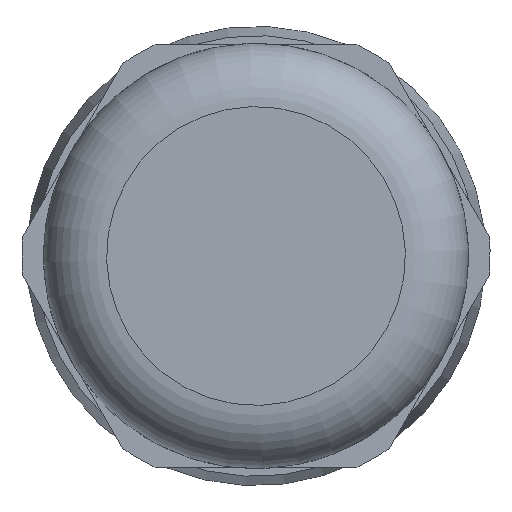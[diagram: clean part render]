
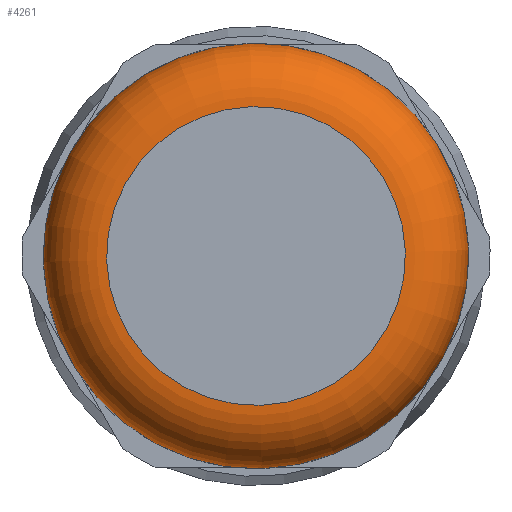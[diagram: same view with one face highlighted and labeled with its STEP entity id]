
A CAD part, left-side view. The second image highlights one B-rep face of the part: STEP entity #4261.
In plain terms, the highlighted toroidal (fillet/blend) face has major radius 6 mm and minor radius 2.535 mm.
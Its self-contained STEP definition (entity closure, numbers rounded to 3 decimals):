
#72=FACE_BOUND('',#902,.T.);
#336=CIRCLE('',#4660,8.535);
#337=CIRCLE('',#4661,6.);
#552=TOROIDAL_SURFACE('',#4659,6.,2.535);
#649=FACE_OUTER_BOUND('',#901,.T.);
#901=EDGE_LOOP('',(#3215));
#902=EDGE_LOOP('',(#3216));
#1934=VERTEX_POINT('',#7125);
#1935=VERTEX_POINT('',#7127);
#2436=EDGE_CURVE('',#1934,#1934,#336,.T.);
#2437=EDGE_CURVE('',#1935,#1935,#337,.T.);
#3215=ORIENTED_EDGE('',*,*,#2436,.F.);
#3216=ORIENTED_EDGE('',*,*,#2437,.T.);
#4261=ADVANCED_FACE('',(#649,#72),#552,.T.);
#4659=AXIS2_PLACEMENT_3D('',#7124,#5525,#5526);
#4660=AXIS2_PLACEMENT_3D('',#7126,#5527,#5528);
#4661=AXIS2_PLACEMENT_3D('',#7128,#5529,#5530);
#5525=DIRECTION('center_axis',(1.,0.,0.));
#5526=DIRECTION('ref_axis',(0.,0.,-1.));
#5527=DIRECTION('center_axis',(1.,0.,0.));
#5528=DIRECTION('ref_axis',(0.,0.,-1.));
#5529=DIRECTION('center_axis',(1.,0.,0.));
#5530=DIRECTION('ref_axis',(0.,0.,-1.));
#7124=CARTESIAN_POINT('Origin',(-1.575,0.,
0.));
#7125=CARTESIAN_POINT('',(-1.575,8.535,0.));
#7126=CARTESIAN_POINT('Origin',(-1.575,0.,
0.));
#7127=CARTESIAN_POINT('',(-4.11,6.,0.));
#7128=CARTESIAN_POINT('Origin',(-4.11,0.,
0.));
